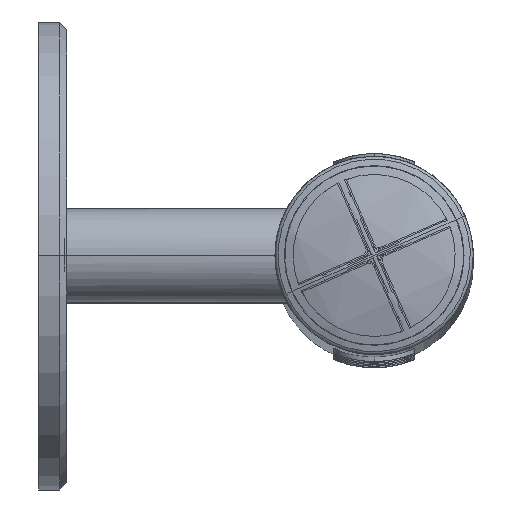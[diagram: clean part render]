
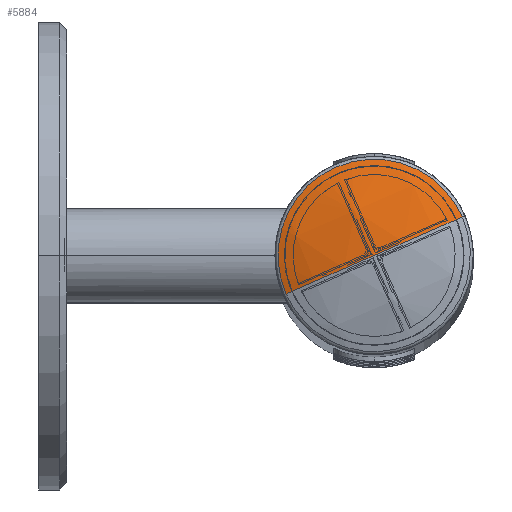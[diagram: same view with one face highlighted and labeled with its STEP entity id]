
A CAD part, top view. The second image highlights one B-rep face of the part: STEP entity #5884.
In plain terms, the highlighted spherical face has radius 58.18 mm.
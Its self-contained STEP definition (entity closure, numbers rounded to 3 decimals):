
#518 = DIRECTION ( 'NONE',  ( 0., 0., -1. ) ) ;
#2162 = DIRECTION ( 'NONE',  ( 0., 1., 0. ) ) ;
#4571 = ORIENTED_EDGE ( 'NONE', *, *, #17945, .F. ) ;
#5884 = ADVANCED_FACE ( 'NONE', ( #45396 ), #11082, .T. ) ;
#6060 = AXIS2_PLACEMENT_3D ( 'NONE', #52165, #518, #34817 ) ;
#6445 = CARTESIAN_POINT ( 'NONE',  ( 39.18, 0., 0. ) ) ;
#6711 = CIRCLE ( 'NONE', #11495, 20.553 ) ;
#10182 = CARTESIAN_POINT ( 'NONE',  ( 39.18, 0., 0. ) ) ;
#11082 = SPHERICAL_SURFACE ( 'NONE', #6060, 58.18 ) ;
#11495 = AXIS2_PLACEMENT_3D ( 'NONE', #20238, #48895, #2162 ) ;
#17945 = EDGE_CURVE ( 'NONE', #63094, #45591, #52681, .T. ) ;
#20238 = CARTESIAN_POINT ( 'NONE',  ( -15.249, 0., 0. ) ) ;
#23494 = EDGE_CURVE ( 'NONE', #63094, #44139, #6711, .T. ) ;
#25159 = DIRECTION ( 'NONE',  ( 1., 0., 0. ) ) ;
#25658 = AXIS2_PLACEMENT_3D ( 'NONE', #10182, #33171, #61064 ) ;
#29429 = DIRECTION ( 'NONE',  ( 0., 0., 1. ) ) ;
#33171 = DIRECTION ( 'NONE',  ( 0., 0., -1. ) ) ;
#34817 = DIRECTION ( 'NONE',  ( 0., 1., 0. ) ) ;
#41085 = ORIENTED_EDGE ( 'NONE', *, *, #23494, .T. ) ;
#41663 = EDGE_CURVE ( 'NONE', #44139, #45591, #46125, .T. ) ;
#44139 = VERTEX_POINT ( 'NONE', #56744 ) ;
#45396 = FACE_OUTER_BOUND ( 'NONE', #65955, .T. ) ;
#45591 = VERTEX_POINT ( 'NONE', #49551 ) ;
#46125 = CIRCLE ( 'NONE', #25658, 58.18 ) ;
#48895 = DIRECTION ( 'NONE',  ( -1., 0., 0. ) ) ;
#49551 = CARTESIAN_POINT ( 'NONE',  ( -19., 0., 0. ) ) ;
#50612 = ORIENTED_EDGE ( 'NONE', *, *, #41663, .T. ) ;
#52165 = CARTESIAN_POINT ( 'NONE',  ( 39.18, 0., 0. ) ) ;
#52681 = CIRCLE ( 'NONE', #62289, 58.18 ) ;
#56744 = CARTESIAN_POINT ( 'NONE',  ( -15.249, -20.553, 0. ) ) ;
#58719 = CARTESIAN_POINT ( 'NONE',  ( -15.249, 20.553, 0. ) ) ;
#61064 = DIRECTION ( 'NONE',  ( 0., 1., 0. ) ) ;
#62289 = AXIS2_PLACEMENT_3D ( 'NONE', #6445, #29429, #25159 ) ;
#63094 = VERTEX_POINT ( 'NONE', #58719 ) ;
#65955 = EDGE_LOOP ( 'NONE', ( #41085, #50612, #4571 ) ) ;
